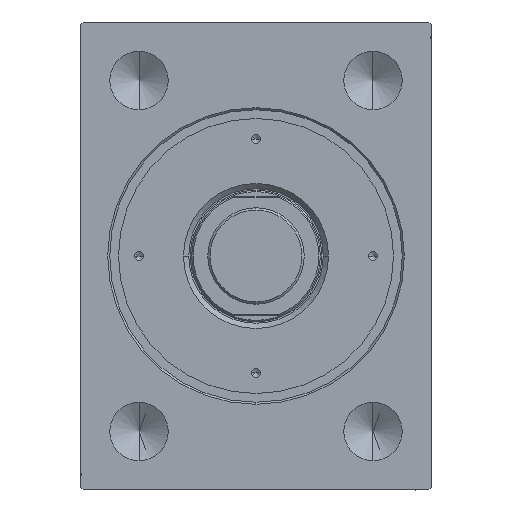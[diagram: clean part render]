
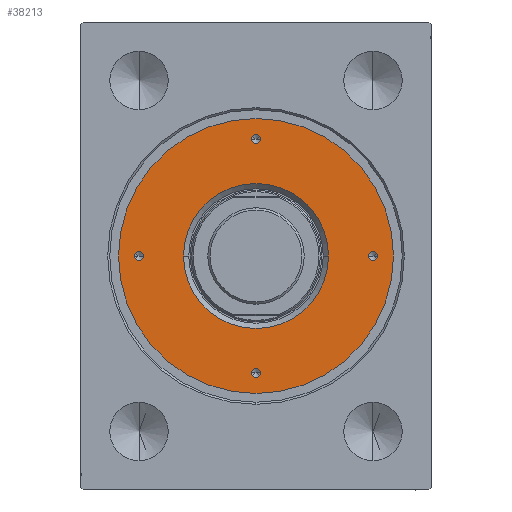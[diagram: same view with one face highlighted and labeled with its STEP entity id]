
A CAD part, left-side view. The second image highlights one B-rep face of the part: STEP entity #38213.
In plain terms, the highlighted face is planar.
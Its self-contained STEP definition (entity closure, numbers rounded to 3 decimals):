
#55 = AXIS2_PLACEMENT_3D ( 'NONE', #28423, #36056, #25037 ) ;
#107 = DIRECTION ( 'NONE',  ( 0., 0., 1. ) ) ;
#190 = EDGE_CURVE ( 'NONE', #4572, #42643, #8971, .T. ) ;
#313 = EDGE_CURVE ( 'NONE', #14557, #34126, #36234, .T. ) ;
#769 = FACE_BOUND ( 'NONE', #35962, .T. ) ;
#893 = VERTEX_POINT ( 'NONE', #42669 ) ;
#908 = CARTESIAN_POINT ( 'NONE',  ( -24.8, 0., 14. ) ) ;
#1816 = EDGE_LOOP ( 'NONE', ( #22415, #24760 ) ) ;
#2554 = EDGE_LOOP ( 'NONE', ( #36858, #11485 ) ) ;
#2740 = DIRECTION ( 'NONE',  ( 1., 0., 0. ) ) ;
#3203 = CARTESIAN_POINT ( 'NONE',  ( -38.5, 0., 14. ) ) ;
#3403 = CIRCLE ( 'NONE', #19183, 24.8 ) ;
#3651 = CIRCLE ( 'NONE', #55, 47. ) ;
#3776 = DIRECTION ( 'NONE',  ( 1., 0., 0. ) ) ;
#3830 = DIRECTION ( 'NONE',  ( 0., 0., 1. ) ) ;
#4350 = CARTESIAN_POINT ( 'NONE',  ( -47., 0., 14. ) ) ;
#4572 = VERTEX_POINT ( 'NONE', #31764 ) ;
#5295 = DIRECTION ( 'NONE',  ( 1., 0., 0. ) ) ;
#5808 = CARTESIAN_POINT ( 'NONE',  ( 0., 0., 14. ) ) ;
#6029 = DIRECTION ( 'NONE',  ( 1., 0., 0. ) ) ;
#6634 = FACE_BOUND ( 'NONE', #12378, .T. ) ;
#7278 = ORIENTED_EDGE ( 'NONE', *, *, #8410, .T. ) ;
#7934 = VERTEX_POINT ( 'NONE', #15444 ) ;
#7941 = CARTESIAN_POINT ( 'NONE',  ( 1.5, 40., 14. ) ) ;
#8410 = EDGE_CURVE ( 'NONE', #42643, #4572, #3403, .T. ) ;
#8844 = EDGE_CURVE ( 'NONE', #23181, #29623, #26377, .T. ) ;
#8971 = CIRCLE ( 'NONE', #24024, 24.8 ) ;
#8979 = CARTESIAN_POINT ( 'NONE',  ( 0., 0., 14. ) ) ;
#8980 = DIRECTION ( 'NONE',  ( 1., 0., 0. ) ) ;
#9218 = ORIENTED_EDGE ( 'NONE', *, *, #8844, .F. ) ;
#9654 = CARTESIAN_POINT ( 'NONE',  ( 41.5, 0., 14. ) ) ;
#9754 = CARTESIAN_POINT ( 'NONE',  ( 0., 0., 14. ) ) ;
#10431 = DIRECTION ( 'NONE',  ( 1., 0., 0. ) ) ;
#10675 = CIRCLE ( 'NONE', #35810, 1.5 ) ;
#11413 = EDGE_CURVE ( 'NONE', #29623, #23181, #13500, .T. ) ;
#11485 = ORIENTED_EDGE ( 'NONE', *, *, #22350, .F. ) ;
#12250 = CARTESIAN_POINT ( 'NONE',  ( 0., 40., 14. ) ) ;
#12378 = EDGE_LOOP ( 'NONE', ( #44457, #18157 ) ) ;
#12469 = DIRECTION ( 'NONE',  ( 1., 0., 0. ) ) ;
#12809 = EDGE_CURVE ( 'NONE', #23526, #7934, #27899, .T. ) ;
#13358 = EDGE_CURVE ( 'NONE', #21135, #40589, #10675, .T. ) ;
#13500 = CIRCLE ( 'NONE', #38618, 1.5 ) ;
#14557 = VERTEX_POINT ( 'NONE', #3203 ) ;
#15444 = CARTESIAN_POINT ( 'NONE',  ( 47., 0., 14. ) ) ;
#15677 = CARTESIAN_POINT ( 'NONE',  ( -41.5, 0., 14. ) ) ;
#15844 = AXIS2_PLACEMENT_3D ( 'NONE', #33518, #30148, #2740 ) ;
#16342 = DIRECTION ( 'NONE',  ( 1., 0., 0. ) ) ;
#16615 = CIRCLE ( 'NONE', #34541, 1.5 ) ;
#17204 = EDGE_CURVE ( 'NONE', #34119, #893, #20113, .T. ) ;
#17245 = AXIS2_PLACEMENT_3D ( 'NONE', #35683, #39041, #39709 ) ;
#18157 = ORIENTED_EDGE ( 'NONE', *, *, #17204, .F. ) ;
#18966 = EDGE_CURVE ( 'NONE', #7934, #23526, #3651, .T. ) ;
#19183 = AXIS2_PLACEMENT_3D ( 'NONE', #9754, #19646, #12469 ) ;
#19423 = EDGE_CURVE ( 'NONE', #893, #34119, #16615, .T. ) ;
#19646 = DIRECTION ( 'NONE',  ( 0., 0., -1. ) ) ;
#19648 = DIRECTION ( 'NONE',  ( 0., 0., 1. ) ) ;
#20113 = CIRCLE ( 'NONE', #17245, 1.5 ) ;
#20329 = FACE_BOUND ( 'NONE', #31645, .T. ) ;
#20633 = ORIENTED_EDGE ( 'NONE', *, *, #11413, .F. ) ;
#21135 = VERTEX_POINT ( 'NONE', #7941 ) ;
#22350 = EDGE_CURVE ( 'NONE', #40589, #21135, #43929, .T. ) ;
#22415 = ORIENTED_EDGE ( 'NONE', *, *, #12809, .T. ) ;
#22875 = CARTESIAN_POINT ( 'NONE',  ( -1.5, 40., 14. ) ) ;
#22887 = DIRECTION ( 'NONE',  ( 0., 0., 1. ) ) ;
#23181 = VERTEX_POINT ( 'NONE', #9654 ) ;
#23526 = VERTEX_POINT ( 'NONE', #4350 ) ;
#24024 = AXIS2_PLACEMENT_3D ( 'NONE', #5808, #39940, #6029 ) ;
#24188 = DIRECTION ( 'NONE',  ( 0., 0., 1. ) ) ;
#24439 = CARTESIAN_POINT ( 'NONE',  ( 0., -40., 14. ) ) ;
#24760 = ORIENTED_EDGE ( 'NONE', *, *, #18966, .T. ) ;
#25037 = DIRECTION ( 'NONE',  ( 1., 0., 0. ) ) ;
#25453 = AXIS2_PLACEMENT_3D ( 'NONE', #27130, #24188, #16342 ) ;
#25581 = CARTESIAN_POINT ( 'NONE',  ( -1.5, -40., 14. ) ) ;
#26377 = CIRCLE ( 'NONE', #32089, 1.5 ) ;
#26504 = AXIS2_PLACEMENT_3D ( 'NONE', #8979, #36383, #33895 ) ;
#26609 = EDGE_LOOP ( 'NONE', ( #9218, #20633 ) ) ;
#26982 = ORIENTED_EDGE ( 'NONE', *, *, #313, .F. ) ;
#26988 = DIRECTION ( 'NONE',  ( 1., 0., 0. ) ) ;
#27130 = CARTESIAN_POINT ( 'NONE',  ( -40., 0., 14. ) ) ;
#27298 = FACE_BOUND ( 'NONE', #2554, .T. ) ;
#27521 = CARTESIAN_POINT ( 'NONE',  ( 0., 0., 14. ) ) ;
#27738 = DIRECTION ( 'NONE',  ( 1., 0., 0. ) ) ;
#27899 = CIRCLE ( 'NONE', #26504, 47. ) ;
#28042 = DIRECTION ( 'NONE',  ( 0., 0., 1. ) ) ;
#28423 = CARTESIAN_POINT ( 'NONE',  ( 0., 0., 14. ) ) ;
#29432 = CARTESIAN_POINT ( 'NONE',  ( 40., 0., 14. ) ) ;
#29623 = VERTEX_POINT ( 'NONE', #38449 ) ;
#30148 = DIRECTION ( 'NONE',  ( 0., 0., 1. ) ) ;
#30186 = AXIS2_PLACEMENT_3D ( 'NONE', #27521, #41203, #10431 ) ;
#31322 = CARTESIAN_POINT ( 'NONE',  ( 40., 0., 14. ) ) ;
#31645 = EDGE_LOOP ( 'NONE', ( #39328, #7278 ) ) ;
#31764 = CARTESIAN_POINT ( 'NONE',  ( 24.8, 0., 14. ) ) ;
#32089 = AXIS2_PLACEMENT_3D ( 'NONE', #29432, #22887, #8980 ) ;
#33518 = CARTESIAN_POINT ( 'NONE',  ( -40., 0., 14. ) ) ;
#33895 = DIRECTION ( 'NONE',  ( 1., 0., 0. ) ) ;
#34119 = VERTEX_POINT ( 'NONE', #25581 ) ;
#34126 = VERTEX_POINT ( 'NONE', #15677 ) ;
#34541 = AXIS2_PLACEMENT_3D ( 'NONE', #24439, #28042, #3776 ) ;
#35683 = CARTESIAN_POINT ( 'NONE',  ( 0., -40., 14. ) ) ;
#35810 = AXIS2_PLACEMENT_3D ( 'NONE', #41121, #3830, #26988 ) ;
#35962 = EDGE_LOOP ( 'NONE', ( #26982, #42195 ) ) ;
#36056 = DIRECTION ( 'NONE',  ( 0., 0., 1. ) ) ;
#36234 = CIRCLE ( 'NONE', #25453, 1.5 ) ;
#36383 = DIRECTION ( 'NONE',  ( 0., 0., 1. ) ) ;
#36858 = ORIENTED_EDGE ( 'NONE', *, *, #13358, .F. ) ;
#37403 = FACE_BOUND ( 'NONE', #26609, .T. ) ;
#38213 = ADVANCED_FACE ( 'NONE', ( #769, #27298, #37403, #6634, #20329, #44361 ), #40984, .T. ) ;
#38449 = CARTESIAN_POINT ( 'NONE',  ( 38.5, 0., 14. ) ) ;
#38618 = AXIS2_PLACEMENT_3D ( 'NONE', #31322, #107, #27738 ) ;
#39041 = DIRECTION ( 'NONE',  ( 0., 0., 1. ) ) ;
#39328 = ORIENTED_EDGE ( 'NONE', *, *, #190, .T. ) ;
#39709 = DIRECTION ( 'NONE',  ( 1., 0., 0. ) ) ;
#39940 = DIRECTION ( 'NONE',  ( 0., 0., -1. ) ) ;
#40589 = VERTEX_POINT ( 'NONE', #22875 ) ;
#40984 = PLANE ( 'NONE',  #30186 ) ;
#41121 = CARTESIAN_POINT ( 'NONE',  ( 0., 40., 14. ) ) ;
#41203 = DIRECTION ( 'NONE',  ( 0., 0., 1. ) ) ;
#41864 = AXIS2_PLACEMENT_3D ( 'NONE', #12250, #19648, #5295 ) ;
#42195 = ORIENTED_EDGE ( 'NONE', *, *, #43383, .F. ) ;
#42643 = VERTEX_POINT ( 'NONE', #908 ) ;
#42669 = CARTESIAN_POINT ( 'NONE',  ( 1.5, -40., 14. ) ) ;
#43111 = CIRCLE ( 'NONE', #15844, 1.5 ) ;
#43383 = EDGE_CURVE ( 'NONE', #34126, #14557, #43111, .T. ) ;
#43929 = CIRCLE ( 'NONE', #41864, 1.5 ) ;
#44361 = FACE_OUTER_BOUND ( 'NONE', #1816, .T. ) ;
#44457 = ORIENTED_EDGE ( 'NONE', *, *, #19423, .F. ) ;
